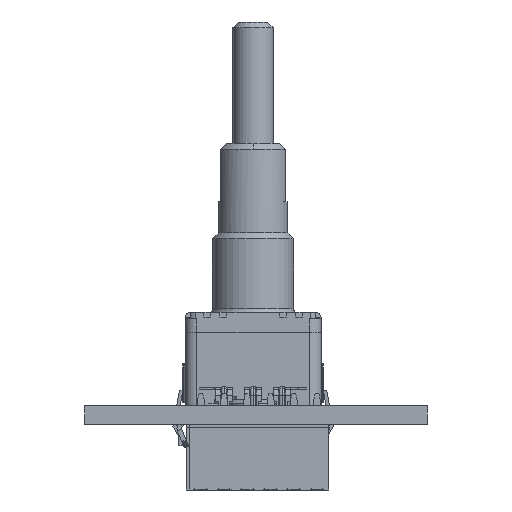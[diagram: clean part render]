
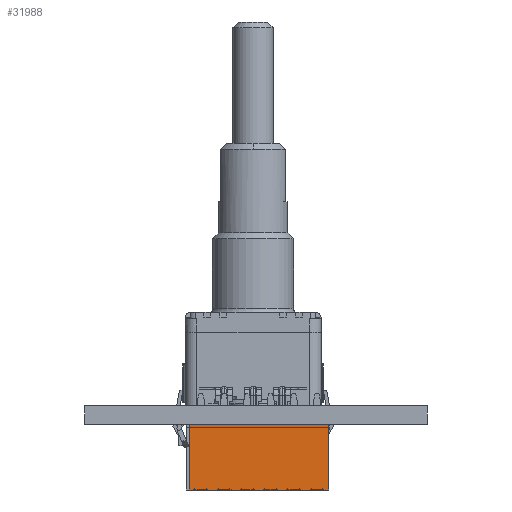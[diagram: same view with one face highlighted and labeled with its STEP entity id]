
A CAD part, front view. The second image highlights one B-rep face of the part: STEP entity #31988.
In plain terms, the highlighted face is planar.
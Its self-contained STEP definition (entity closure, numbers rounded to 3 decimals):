
#31165 = VERTEX_POINT('',#31166);
#31166 = CARTESIAN_POINT('',(-1.,-11.,0.));
#31174 = EDGE_CURVE('',#31165,#31175,#31177,.T.);
#31175 = VERTEX_POINT('',#31176);
#31176 = CARTESIAN_POINT('',(-1.,-11.,5.6));
#31177 = LINE('',#31178,#31179);
#31178 = CARTESIAN_POINT('',(-1.,-11.,0.));
#31179 = VECTOR('',#31180,1.);
#31180 = DIRECTION('',(0.,0.,1.));
#31237 = VERTEX_POINT('',#31238);
#31238 = CARTESIAN_POINT('',(-1.,1.,5.6));
#31244 = EDGE_CURVE('',#31245,#31237,#31247,.T.);
#31245 = VERTEX_POINT('',#31246);
#31246 = CARTESIAN_POINT('',(-1.,1.,0.));
#31247 = LINE('',#31248,#31249);
#31248 = CARTESIAN_POINT('',(-1.,1.,0.));
#31249 = VECTOR('',#31250,1.);
#31250 = DIRECTION('',(0.,0.,1.));
#31309 = EDGE_CURVE('',#31237,#31175,#31310,.T.);
#31310 = LINE('',#31311,#31312);
#31311 = CARTESIAN_POINT('',(-1.,1.,5.6));
#31312 = VECTOR('',#31313,1.);
#31313 = DIRECTION('',(0.,-1.,0.));
#31535 = EDGE_CURVE('',#31245,#31165,#31536,.T.);
#31536 = LINE('',#31537,#31538);
#31537 = CARTESIAN_POINT('',(-1.,1.,0.));
#31538 = VECTOR('',#31539,1.);
#31539 = DIRECTION('',(0.,-1.,0.));
#31988 = ADVANCED_FACE('',(#31989),#31995,.F.);
#31989 = FACE_BOUND('',#31990,.F.);
#31990 = EDGE_LOOP('',(#31991,#31992,#31993,#31994));
#31991 = ORIENTED_EDGE('',*,*,#31244,.T.);
#31992 = ORIENTED_EDGE('',*,*,#31309,.T.);
#31993 = ORIENTED_EDGE('',*,*,#31174,.F.);
#31994 = ORIENTED_EDGE('',*,*,#31535,.F.);
#31995 = PLANE('',#31996);
#31996 = AXIS2_PLACEMENT_3D('',#31997,#31998,#31999);
#31997 = CARTESIAN_POINT('',(-1.,1.,0.));
#31998 = DIRECTION('',(1.,0.,0.));
#31999 = DIRECTION('',(0.,-1.,0.));
